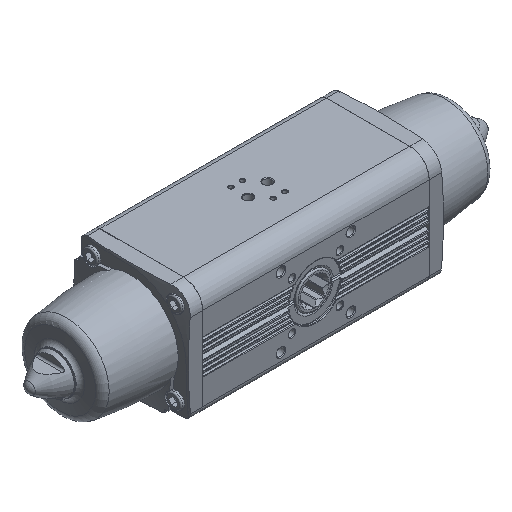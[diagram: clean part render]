
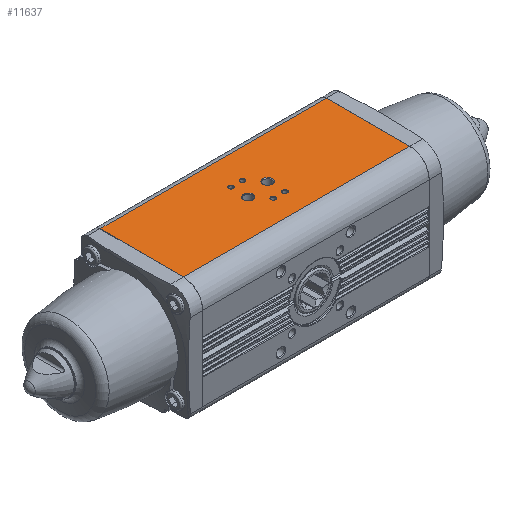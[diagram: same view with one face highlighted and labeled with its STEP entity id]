
A CAD part, isometric view. The second image highlights one B-rep face of the part: STEP entity #11637.
In plain terms, the highlighted planar face has unit normal (0, 0, 1).
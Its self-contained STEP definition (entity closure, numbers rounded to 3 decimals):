
#593=LINE('',#17182,#1145);
#594=LINE('',#17185,#1146);
#595=LINE('',#17187,#1147);
#596=LINE('',#17189,#1148);
#1145=VECTOR('',#13682,1000.);
#1146=VECTOR('',#13683,1000.);
#1147=VECTOR('',#13684,1000.);
#1148=VECTOR('',#13685,1000.);
#2274=ORIENTED_EDGE('',*,*,#4482,.T.);
#2275=ORIENTED_EDGE('',*,*,#4483,.T.);
#2276=ORIENTED_EDGE('',*,*,#4484,.T.);
#2277=ORIENTED_EDGE('',*,*,#4485,.T.);
#2278=ORIENTED_EDGE('',*,*,#4486,.T.);
#2279=ORIENTED_EDGE('',*,*,#4487,.T.);
#2280=ORIENTED_EDGE('',*,*,#4488,.T.);
#2281=ORIENTED_EDGE('',*,*,#4489,.F.);
#2282=ORIENTED_EDGE('',*,*,#4490,.F.);
#2283=ORIENTED_EDGE('',*,*,#4491,.T.);
#4482=EDGE_CURVE('',#5544,#5544,#6062,.T.);
#4483=EDGE_CURVE('',#5545,#5545,#6063,.T.);
#4484=EDGE_CURVE('',#5546,#5546,#6064,.T.);
#4485=EDGE_CURVE('',#5547,#5547,#6065,.T.);
#4486=EDGE_CURVE('',#5548,#5548,#6066,.T.);
#4487=EDGE_CURVE('',#5549,#5549,#6067,.T.);
#4488=EDGE_CURVE('',#5550,#5551,#593,.T.);
#4489=EDGE_CURVE('',#5552,#5551,#594,.T.);
#4490=EDGE_CURVE('',#5553,#5552,#595,.T.);
#4491=EDGE_CURVE('',#5553,#5550,#596,.T.);
#5544=VERTEX_POINT('',#17171);
#5545=VERTEX_POINT('',#17173);
#5546=VERTEX_POINT('',#17175);
#5547=VERTEX_POINT('',#17177);
#5548=VERTEX_POINT('',#17179);
#5549=VERTEX_POINT('',#17181);
#5550=VERTEX_POINT('',#17183);
#5551=VERTEX_POINT('',#17184);
#5552=VERTEX_POINT('',#17186);
#5553=VERTEX_POINT('',#17188);
#6062=CIRCLE('',#12294,4.864);
#6063=CIRCLE('',#12295,2.5);
#6064=CIRCLE('',#12296,2.5);
#6065=CIRCLE('',#12297,2.5);
#6066=CIRCLE('',#12298,2.5);
#6067=CIRCLE('',#12299,4.864);
#6453=EDGE_LOOP('',(#2274));
#6454=EDGE_LOOP('',(#2275));
#6455=EDGE_LOOP('',(#2276));
#6456=EDGE_LOOP('',(#2277));
#6457=EDGE_LOOP('',(#2278));
#6458=EDGE_LOOP('',(#2279));
#6459=EDGE_LOOP('',(#2280,#2281,#2282,#2283));
#7121=FACE_BOUND('',#6453,.T.);
#7122=FACE_BOUND('',#6454,.T.);
#7123=FACE_BOUND('',#6455,.T.);
#7124=FACE_BOUND('',#6456,.T.);
#7125=FACE_BOUND('',#6457,.T.);
#7126=FACE_BOUND('',#6458,.T.);
#7127=FACE_BOUND('',#6459,.T.);
#7723=PLANE('',#12293);
#11637=ADVANCED_FACE('',(#7121,#7122,#7123,#7124,#7125,#7126,#7127),#7723,
 .F.);
#12293=AXIS2_PLACEMENT_3D('',#17169,#13668,#13669);
#12294=AXIS2_PLACEMENT_3D('',#17170,#13670,#13671);
#12295=AXIS2_PLACEMENT_3D('',#17172,#13672,#13673);
#12296=AXIS2_PLACEMENT_3D('',#17174,#13674,#13675);
#12297=AXIS2_PLACEMENT_3D('',#17176,#13676,#13677);
#12298=AXIS2_PLACEMENT_3D('',#17178,#13678,#13679);
#12299=AXIS2_PLACEMENT_3D('',#17180,#13680,#13681);
#13668=DIRECTION('',(0.,0.,-1.));
#13669=DIRECTION('',(-1.,0.,0.));
#13670=DIRECTION('',(0.,0.,-1.));
#13671=DIRECTION('',(-1.,0.,0.));
#13672=DIRECTION('',(0.,0.,-1.));
#13673=DIRECTION('',(-1.,0.,0.));
#13674=DIRECTION('',(0.,0.,-1.));
#13675=DIRECTION('',(-1.,0.,0.));
#13676=DIRECTION('',(0.,0.,-1.));
#13677=DIRECTION('',(-1.,0.,0.));
#13678=DIRECTION('',(0.,0.,-1.));
#13679=DIRECTION('',(-1.,0.,0.));
#13680=DIRECTION('',(0.,0.,-1.));
#13681=DIRECTION('',(-1.,0.,0.));
#13682=DIRECTION('',(0.,-1.,0.));
#13683=DIRECTION('',(-1.,0.,0.));
#13684=DIRECTION('',(0.,-1.,0.));
#13685=DIRECTION('',(-1.,0.,0.));
#17169=CARTESIAN_POINT('',(117.,44.3,62.));
#17170=CARTESIAN_POINT('',(-12.,-4.,62.));
#17171=CARTESIAN_POINT('',(-16.864,-4.,62.));
#17172=CARTESIAN_POINT('',(-12.,14.,62.));
#17173=CARTESIAN_POINT('',(-14.5,14.,62.));
#17174=CARTESIAN_POINT('',(0.,14.,62.));
#17175=CARTESIAN_POINT('',(-2.5,14.,62.));
#17176=CARTESIAN_POINT('',(0.,-18.,62.));
#17177=CARTESIAN_POINT('',(-2.5,-18.,62.));
#17178=CARTESIAN_POINT('',(12.,-18.,62.));
#17179=CARTESIAN_POINT('',(9.5,-18.,62.));
#17180=CARTESIAN_POINT('',(12.,0.,62.));
#17181=CARTESIAN_POINT('',(7.136,0.,62.));
#17182=CARTESIAN_POINT('',(-117.,44.3,62.));
#17183=CARTESIAN_POINT('',(-117.,44.3,62.));
#17184=CARTESIAN_POINT('',(-117.,-42.,62.));
#17185=CARTESIAN_POINT('',(117.,-42.,62.));
#17186=CARTESIAN_POINT('',(117.,-42.,62.));
#17187=CARTESIAN_POINT('',(117.,44.3,62.));
#17188=CARTESIAN_POINT('',(117.,44.3,62.));
#17189=CARTESIAN_POINT('',(117.,44.3,62.));
